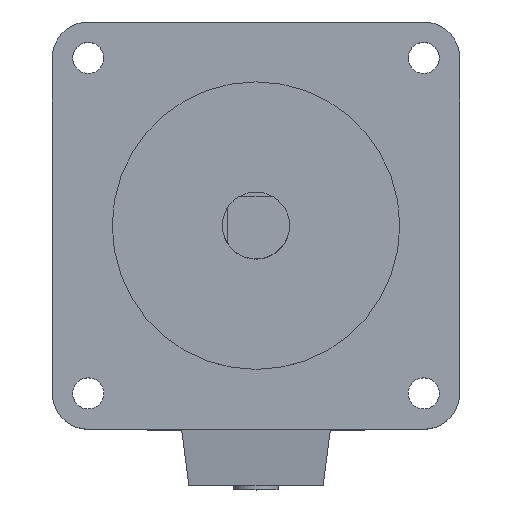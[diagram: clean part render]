
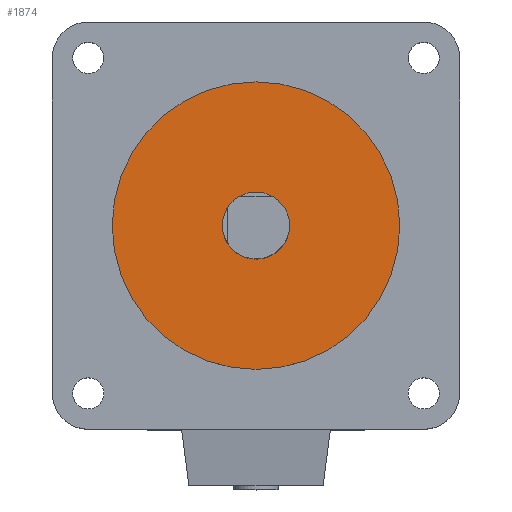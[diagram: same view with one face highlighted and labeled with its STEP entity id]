
A CAD part, top view. The second image highlights one B-rep face of the part: STEP entity #1874.
In plain terms, the highlighted planar face has unit normal (0, 0, 1).
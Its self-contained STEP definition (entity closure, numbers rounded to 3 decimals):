
#181 = EDGE_CURVE ( 'NONE', #5421, #5422, #3219, .T. ) ;
#735 = CARTESIAN_POINT ( 'NONE',  ( 42.5, 42.5, 2. ) ) ;
#736 = DIRECTION ( 'NONE',  ( 0., 0., 1. ) ) ;
#737 = DIRECTION ( 'NONE',  ( 1., 0., 0. ) ) ;
#1769 = EDGE_CURVE ( 'NONE', #5422, #5421, #5711, .T. ) ;
#1785 = EDGE_CURVE ( 'NONE', #5430, #5429, #5740, .T. ) ;
#1834 = EDGE_CURVE ( 'NONE', #5429, #5430, #5015, .T. ) ;
#1874 = ADVANCED_FACE ( 'NONE', ( #5073, #5074 ), #2250, .T. ) ;
#2250 = PLANE ( 'NONE',  #5359 ) ;
#2251 = CARTESIAN_POINT ( 'NONE',  ( 42.5, 42.5, 2. ) ) ;
#2252 = DIRECTION ( 'NONE',  ( 0., 0., 1. ) ) ;
#2253 = DIRECTION ( 'NONE',  ( 1., 0., 0. ) ) ;
#2890 = ORIENTED_EDGE ( 'NONE', *, *, #1785, .T. ) ;
#2891 = ORIENTED_EDGE ( 'NONE', *, *, #1769, .F. ) ;
#2893 = ORIENTED_EDGE ( 'NONE', *, *, #1834, .T. ) ;
#2895 = ORIENTED_EDGE ( 'NONE', *, *, #181, .F. ) ;
#3088 = AXIS2_PLACEMENT_3D ( 'NONE', #735, #736, #737 ) ;
#3219 = CIRCLE ( 'NONE', #3088, 7. ) ;
#3465 = CARTESIAN_POINT ( 'NONE',  ( 49.5, 42.5, 2. ) ) ;
#3466 = CARTESIAN_POINT ( 'NONE',  ( 35.5, 42.5, 2. ) ) ;
#3473 = CARTESIAN_POINT ( 'NONE',  ( 72.5, 42.5, 2. ) ) ;
#3474 = CARTESIAN_POINT ( 'NONE',  ( 12.5, 42.5, 2. ) ) ;
#5015 = CIRCLE ( 'NONE', #5017, 30. ) ;
#5017 = AXIS2_PLACEMENT_3D ( 'NONE', #5896, #5897, #5898 ) ;
#5073 = FACE_OUTER_BOUND ( 'NONE', #6227, .T. ) ;
#5074 = FACE_BOUND ( 'NONE', #6231, .T. ) ;
#5359 = AXIS2_PLACEMENT_3D ( 'NONE', #2251, #2252, #2253 ) ;
#5421 = VERTEX_POINT ( 'NONE', #3465 ) ;
#5422 = VERTEX_POINT ( 'NONE', #3466 ) ;
#5429 = VERTEX_POINT ( 'NONE', #3473 ) ;
#5430 = VERTEX_POINT ( 'NONE', #3474 ) ;
#5651 = CARTESIAN_POINT ( 'NONE',  ( 42.5, 42.5, 2. ) ) ;
#5652 = DIRECTION ( 'NONE',  ( 0., 0., 1. ) ) ;
#5653 = DIRECTION ( 'NONE',  ( 1., 0., 0. ) ) ;
#5711 = CIRCLE ( 'NONE', #5718, 7. ) ;
#5718 = AXIS2_PLACEMENT_3D ( 'NONE', #5651, #5652, #5653 ) ;
#5740 = CIRCLE ( 'NONE', #5742, 30. ) ;
#5742 = AXIS2_PLACEMENT_3D ( 'NONE', #5780, #5781, #5782 ) ;
#5780 = CARTESIAN_POINT ( 'NONE',  ( 42.5, 42.5, 2. ) ) ;
#5781 = DIRECTION ( 'NONE',  ( 0., 0., 1. ) ) ;
#5782 = DIRECTION ( 'NONE',  ( 1., 0., 0. ) ) ;
#5896 = CARTESIAN_POINT ( 'NONE',  ( 42.5, 42.5, 2. ) ) ;
#5897 = DIRECTION ( 'NONE',  ( 0., 0., 1. ) ) ;
#5898 = DIRECTION ( 'NONE',  ( 1., 0., 0. ) ) ;
#6227 = EDGE_LOOP ( 'NONE', ( #2890, #2893 ) ) ;
#6231 = EDGE_LOOP ( 'NONE', ( #2891, #2895 ) ) ;
